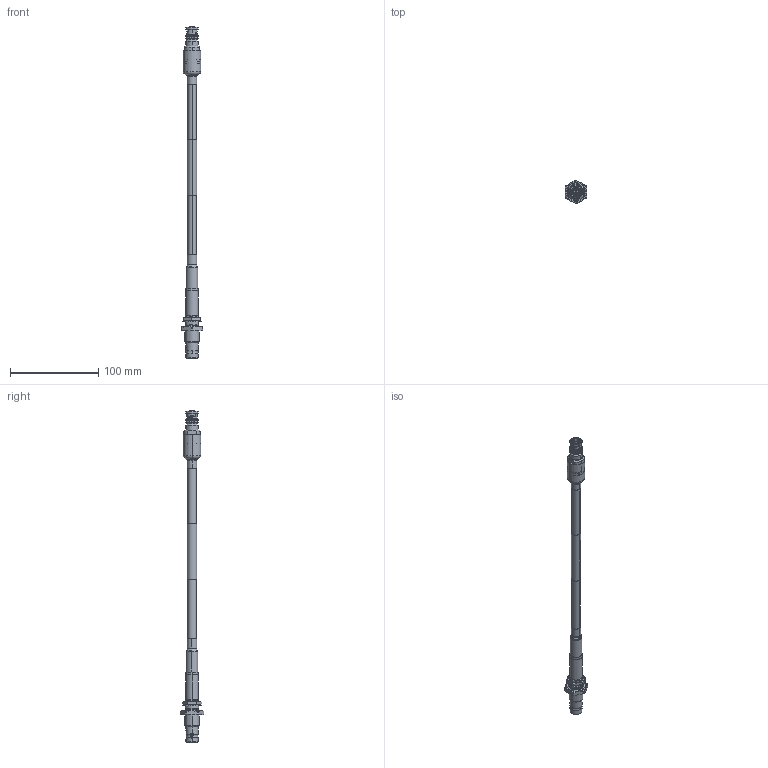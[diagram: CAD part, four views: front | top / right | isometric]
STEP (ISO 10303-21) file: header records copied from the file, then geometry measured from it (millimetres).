
FILE_DESCRIPTION (( 'STEP AP214' ), '1' );
FILE_NAME ('FMCA9770_3D.step', '2024-07-29T14:44:39', ( '' ), ( '' ), 'SwSTEP 2.0', 'SolidWorks 2022', '' );
FILE_SCHEMA (( 'AUTOMOTIVE_DESIGN' ));
Length unit declared in the file: inch
Products named in the file (10): Copy of Heat Shrink^FMCA9770; FMCN45843; FMCA9770_3D; RG213-PROD_RG213_GID 230180; 20KV-8105-0213; FMCN45899; Copy (2) of Heat Shrink^FMCA9770_1" Long; N8105-8; N8105-7_2; 20KV8500-4
Assembly tree (9 placements, depth 3):
  FMCA9770_3D
    RG213-PROD_RG213_GID 230180
    FMCN45843
      20KV-8105-0213
      N8105-7_2
      N8105-8
      20KV8500-4
    FMCN45899
    Copy of Heat Shrink^FMCA9770
    Copy (2) of Heat Shrink^FMCA9770_1" Long
Bounding box: 23.85 x 26.59 x 375.55 mm (x, y, z)
Volume: 40671.7 mm3; surface area: 29913.4 mm2
Topology: 8 solids, 8 shells, 685 faces, 1560 edges, 917 vertices
Faces by surface type: plane 229, cylinder 218, cone 180, bspline 33, torus 25
Entity records: 22215 total; most frequent: CARTESIAN_POINT 6642, DIRECTION 3215, ORIENTED_EDGE 3120, EDGE_CURVE 1560, AXIS2_PLACEMENT_3D 1340, VERTEX_POINT 917, EDGE_LOOP 725, FACE_OUTER_BOUND 685
